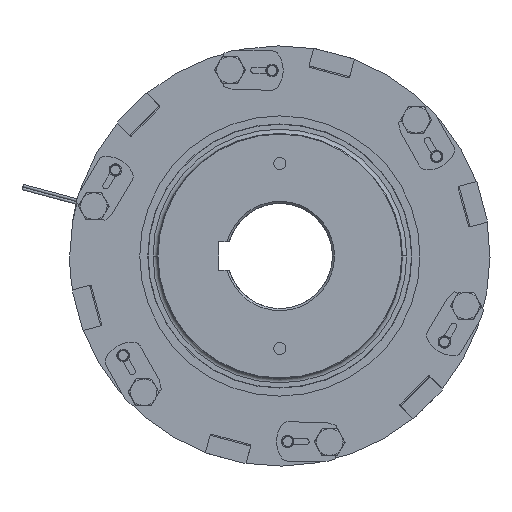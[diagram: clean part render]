
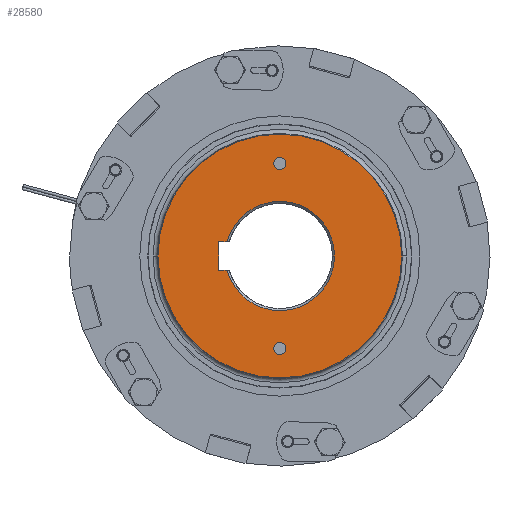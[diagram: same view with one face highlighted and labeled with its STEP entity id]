
A CAD part, left-side view. The second image highlights one B-rep face of the part: STEP entity #28580.
In plain terms, the highlighted planar face has unit normal (-1, 0, 0).
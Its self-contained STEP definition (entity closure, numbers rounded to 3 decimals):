
#84 = VERTEX_POINT ( 'NONE', #10088 ) ;
#144 = CARTESIAN_POINT ( 'NONE',  ( 0., 0., 0. ) ) ;
#1598 = CARTESIAN_POINT ( 'NONE',  ( 0., 43.5, 10. ) ) ;
#1681 = CARTESIAN_POINT ( 'NONE',  ( 0., -39., 0. ) ) ;
#1849 = CARTESIAN_POINT ( 'NONE',  ( 0., 43.5, -10. ) ) ;
#2193 = AXIS2_PLACEMENT_3D ( 'NONE', #11560, #23182, #27535 ) ;
#2225 = AXIS2_PLACEMENT_3D ( 'NONE', #5158, #2621, #25393 ) ;
#2350 = DIRECTION ( 'NONE',  ( 0., 0., 1. ) ) ;
#2621 = DIRECTION ( 'NONE',  ( 1., 0., 0. ) ) ;
#2678 = ORIENTED_EDGE ( 'NONE', *, *, #22015, .F. ) ;
#2967 = CARTESIAN_POINT ( 'NONE',  ( 0., 37.696, -10. ) ) ;
#3218 = CARTESIAN_POINT ( 'NONE',  ( 0., -87., 0. ) ) ;
#3578 = CARTESIAN_POINT ( 'NONE',  ( 0., 87., 0. ) ) ;
#3639 = DIRECTION ( 'NONE',  ( 1., 0., 0. ) ) ;
#3698 = FACE_BOUND ( 'NONE', #10521, .T. ) ;
#4738 = CIRCLE ( 'NONE', #10449, 87. ) ;
#4777 = CARTESIAN_POINT ( 'NONE',  ( 0., 37.696, 10. ) ) ;
#5158 = CARTESIAN_POINT ( 'NONE',  ( 0., 0., 0. ) ) ;
#5336 = VECTOR ( 'NONE', #15714, 1000. ) ;
#6853 = AXIS2_PLACEMENT_3D ( 'NONE', #26004, #21227, #23812 ) ;
#7149 = DIRECTION ( 'NONE',  ( -1., 0., 0. ) ) ;
#7675 = CARTESIAN_POINT ( 'NONE',  ( 0., 43.5, -10. ) ) ;
#7763 = CARTESIAN_POINT ( 'NONE',  ( 0., 0., 70.25 ) ) ;
#8109 = VERTEX_POINT ( 'NONE', #17952 ) ;
#8222 = ORIENTED_EDGE ( 'NONE', *, *, #27035, .F. ) ;
#8957 = EDGE_CURVE ( 'NONE', #15103, #84, #29065, .T. ) ;
#9386 = DIRECTION ( 'NONE',  ( 0., 1., 0. ) ) ;
#9877 = CARTESIAN_POINT ( 'NONE',  ( 0., 0., -61.75 ) ) ;
#9952 = ORIENTED_EDGE ( 'NONE', *, *, #27273, .T. ) ;
#10036 = CARTESIAN_POINT ( 'NONE',  ( 0., 0., -66. ) ) ;
#10088 = CARTESIAN_POINT ( 'NONE',  ( 0., 43.5, -10. ) ) ;
#10148 = ORIENTED_EDGE ( 'NONE', *, *, #21795, .F. ) ;
#10364 = VERTEX_POINT ( 'NONE', #15040 ) ;
#10449 = AXIS2_PLACEMENT_3D ( 'NONE', #22245, #3639, #21951 ) ;
#10521 = EDGE_LOOP ( 'NONE', ( #21555, #10693, #8222, #27381, #9952 ) ) ;
#10693 = ORIENTED_EDGE ( 'NONE', *, *, #8957, .F. ) ;
#10706 = LINE ( 'NONE', #1849, #5336 ) ;
#11560 = CARTESIAN_POINT ( 'NONE',  ( 0., 0., 66. ) ) ;
#11660 = AXIS2_PLACEMENT_3D ( 'NONE', #144, #11843, #27739 ) ;
#11843 = DIRECTION ( 'NONE',  ( 1., 0., 0. ) ) ;
#12261 = AXIS2_PLACEMENT_3D ( 'NONE', #10036, #12347, #28236 ) ;
#12347 = DIRECTION ( 'NONE',  ( -1., 0., 0. ) ) ;
#12494 = ORIENTED_EDGE ( 'NONE', *, *, #27865, .F. ) ;
#12765 = VERTEX_POINT ( 'NONE', #2967 ) ;
#13182 = DIRECTION ( 'NONE',  ( -1., 0., 0. ) ) ;
#13694 = CARTESIAN_POINT ( 'NONE',  ( 0., 43.5, 10. ) ) ;
#13874 = CARTESIAN_POINT ( 'NONE',  ( 0., 0., 0. ) ) ;
#13956 = VERTEX_POINT ( 'NONE', #1681 ) ;
#14774 = EDGE_CURVE ( 'NONE', #8109, #27396, #26422, .T. ) ;
#14812 = CIRCLE ( 'NONE', #22848, 39. ) ;
#15040 = CARTESIAN_POINT ( 'NONE',  ( 0., 0., 61.75 ) ) ;
#15103 = VERTEX_POINT ( 'NONE', #13694 ) ;
#15309 = ORIENTED_EDGE ( 'NONE', *, *, #14774, .F. ) ;
#15499 = CIRCLE ( 'NONE', #2193, 4.25 ) ;
#15714 = DIRECTION ( 'NONE',  ( 0., -1., 0. ) ) ;
#15993 = VERTEX_POINT ( 'NONE', #7763 ) ;
#16175 = FACE_OUTER_BOUND ( 'NONE', #20363, .T. ) ;
#16191 = EDGE_CURVE ( 'NONE', #84, #12765, #10706, .T. ) ;
#16523 = FACE_BOUND ( 'NONE', #17593, .T. ) ;
#16573 = VECTOR ( 'NONE', #25879, 1000. ) ;
#16577 = CIRCLE ( 'NONE', #27184, 4.25 ) ;
#16604 = LINE ( 'NONE', #1598, #25505 ) ;
#16949 = PLANE ( 'NONE',  #6853 ) ;
#17593 = EDGE_LOOP ( 'NONE', ( #18346, #12494 ) ) ;
#17754 = VERTEX_POINT ( 'NONE', #3578 ) ;
#17882 = EDGE_LOOP ( 'NONE', ( #10148, #15309 ) ) ;
#17952 = CARTESIAN_POINT ( 'NONE',  ( 0., 0., -70.25 ) ) ;
#18255 = CARTESIAN_POINT ( 'NONE',  ( 0., 0., 66. ) ) ;
#18346 = ORIENTED_EDGE ( 'NONE', *, *, #27825, .F. ) ;
#19941 = VERTEX_POINT ( 'NONE', #4777 ) ;
#20205 = CARTESIAN_POINT ( 'NONE',  ( 0., 0., -66. ) ) ;
#20363 = EDGE_LOOP ( 'NONE', ( #2678, #26510 ) ) ;
#21081 = CIRCLE ( 'NONE', #28412, 4.25 ) ;
#21227 = DIRECTION ( 'NONE',  ( -1., 0., 0. ) ) ;
#21555 = ORIENTED_EDGE ( 'NONE', *, *, #16191, .F. ) ;
#21668 = VERTEX_POINT ( 'NONE', #3218 ) ;
#21795 = EDGE_CURVE ( 'NONE', #27396, #8109, #21081, .T. ) ;
#21858 = CIRCLE ( 'NONE', #2225, 39. ) ;
#21951 = DIRECTION ( 'NONE',  ( 0., 1., 0. ) ) ;
#22015 = EDGE_CURVE ( 'NONE', #17754, #21668, #26950, .T. ) ;
#22245 = CARTESIAN_POINT ( 'NONE',  ( 0., 0., 0. ) ) ;
#22517 = DIRECTION ( 'NONE',  ( 0., 0., 1. ) ) ;
#22579 = FACE_BOUND ( 'NONE', #17882, .T. ) ;
#22848 = AXIS2_PLACEMENT_3D ( 'NONE', #13874, #27783, #9386 ) ;
#23182 = DIRECTION ( 'NONE',  ( -1., 0., 0. ) ) ;
#23812 = DIRECTION ( 'NONE',  ( 0., -1., 0. ) ) ;
#23966 = EDGE_CURVE ( 'NONE', #19941, #13956, #21858, .T. ) ;
#25393 = DIRECTION ( 'NONE',  ( 0., 1., 0. ) ) ;
#25505 = VECTOR ( 'NONE', #26815, 1000. ) ;
#25879 = DIRECTION ( 'NONE',  ( 0., 0., -1. ) ) ;
#26004 = CARTESIAN_POINT ( 'NONE',  ( 0., 0., 0. ) ) ;
#26422 = CIRCLE ( 'NONE', #12261, 4.25 ) ;
#26510 = ORIENTED_EDGE ( 'NONE', *, *, #29304, .F. ) ;
#26815 = DIRECTION ( 'NONE',  ( 0., 1., 0. ) ) ;
#26950 = CIRCLE ( 'NONE', #11660, 87. ) ;
#27035 = EDGE_CURVE ( 'NONE', #19941, #15103, #16604, .T. ) ;
#27184 = AXIS2_PLACEMENT_3D ( 'NONE', #18255, #7149, #2350 ) ;
#27273 = EDGE_CURVE ( 'NONE', #13956, #12765, #14812, .T. ) ;
#27381 = ORIENTED_EDGE ( 'NONE', *, *, #23966, .T. ) ;
#27396 = VERTEX_POINT ( 'NONE', #9877 ) ;
#27535 = DIRECTION ( 'NONE',  ( 0., 0., 1. ) ) ;
#27739 = DIRECTION ( 'NONE',  ( 0., 1., 0. ) ) ;
#27783 = DIRECTION ( 'NONE',  ( 1., 0., 0. ) ) ;
#27825 = EDGE_CURVE ( 'NONE', #15993, #10364, #15499, .T. ) ;
#27865 = EDGE_CURVE ( 'NONE', #10364, #15993, #16577, .T. ) ;
#28236 = DIRECTION ( 'NONE',  ( 0., 0., 1. ) ) ;
#28412 = AXIS2_PLACEMENT_3D ( 'NONE', #20205, #13182, #22517 ) ;
#28580 = ADVANCED_FACE ( 'NONE', ( #16523, #22579, #3698, #16175 ), #16949, .T. ) ;
#29065 = LINE ( 'NONE', #7675, #16573 ) ;
#29304 = EDGE_CURVE ( 'NONE', #21668, #17754, #4738, .T. ) ;
